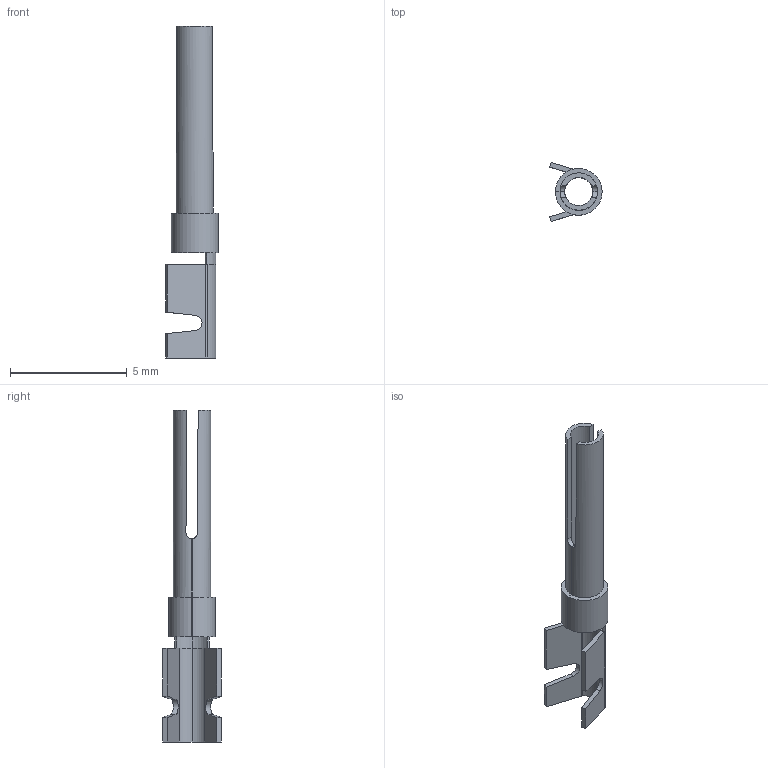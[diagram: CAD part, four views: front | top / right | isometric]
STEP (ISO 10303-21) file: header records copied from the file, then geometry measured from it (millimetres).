
FILE_DESCRIPTION (( 'STEP AP214' ), '1' );
FILE_NAME ('213-PINF-K.STEP', '2020-06-09T13:05:52', ( '' ), ( '' ), 'SwSTEP 2.0', 'SolidWorks 2017', '' );
FILE_SCHEMA (( 'AUTOMOTIVE_DESIGN' ));
Length unit declared in the file: millimetre
Products named in the file (1): 213-PINF-K
Bounding box: 2.24 x 2.52 x 14.2 mm (x, y, z)
Volume: 11.5 mm3; surface area: 130.9 mm2
Topology: 4 solids, 4 shells, 63 faces, 149 edges, 94 vertices
Faces by surface type: plane 39, cylinder 24
Entity records: 1878 total; most frequent: CARTESIAN_POINT 389, ORIENTED_EDGE 298, DIRECTION 293, EDGE_CURVE 149, AXIS2_PLACEMENT_3D 102, VERTEX_POINT 94, VECTOR 89, LINE 89
